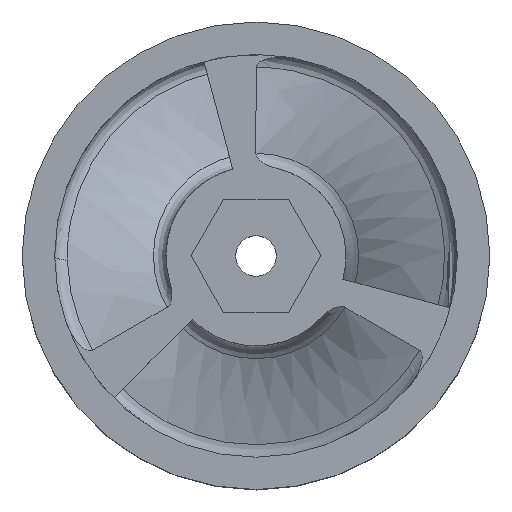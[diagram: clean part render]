
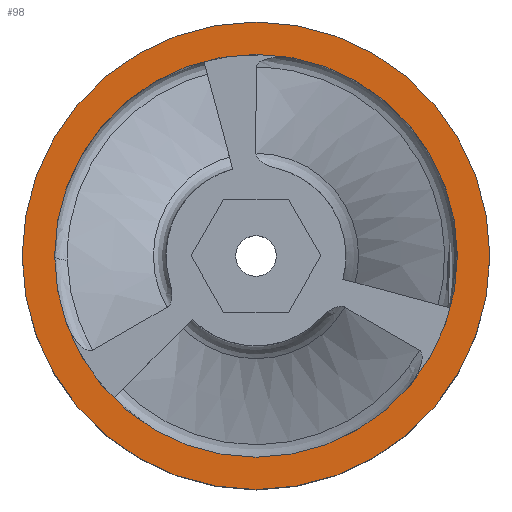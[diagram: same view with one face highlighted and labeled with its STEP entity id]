
A CAD part, top view. The second image highlights one B-rep face of the part: STEP entity #98.
In plain terms, the highlighted planar face has unit normal (0, 0, 1).
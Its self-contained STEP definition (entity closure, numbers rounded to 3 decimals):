
#98=ADVANCED_FACE('',(#888,#890),#892,.T.);
#888=FACE_BOUND('',#889,.T.);
#889=EDGE_LOOP('',(#2449));
#890=FACE_BOUND('',#891,.T.);
#891=EDGE_LOOP('',(#2450));
#892=PLANE('',#893);
#893=AXIS2_PLACEMENT_3D('',#894,#895,#896);
#894=CARTESIAN_POINT('',(0.,0.,12.5));
#895=DIRECTION('',(0.,0.,1.));
#896=DIRECTION('',(-1.,0.,0.));
#2449=ORIENTED_EDGE('',*,*,#2843,.F.);
#2450=ORIENTED_EDGE('',*,*,#2753,.T.);
#2753=EDGE_CURVE('',#3062,#3062,#3063,.T.);
#2843=EDGE_CURVE('',#3203,#3203,#3204,.T.);
#3062=VERTEX_POINT('',#4482);
#3063=CIRCLE('',#4483,22.4);
#3203=VERTEX_POINT('',#5640);
#3204=CIRCLE('',#5641,26.);
#4482=CARTESIAN_POINT('',(-22.4,0.,12.5));
#4483=AXIS2_PLACEMENT_3D('',#4484,#4485,#4486);
#4484=CARTESIAN_POINT('',(0.,0.,12.5));
#4485=DIRECTION('',(0.,0.,-1.));
#4486=DIRECTION('',(-1.,0.,0.));
#5640=CARTESIAN_POINT('',(-26.,0.,12.5));
#5641=AXIS2_PLACEMENT_3D('',#5642,#5643,#5644);
#5642=CARTESIAN_POINT('',(0.,0.,12.5));
#5643=DIRECTION('',(0.,0.,-1.));
#5644=DIRECTION('',(-1.,0.,0.));
